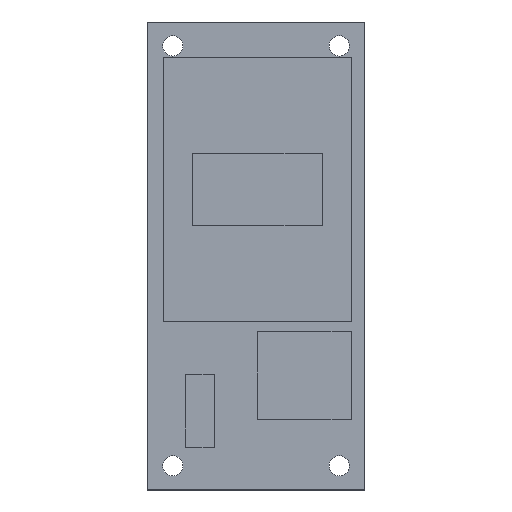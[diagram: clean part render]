
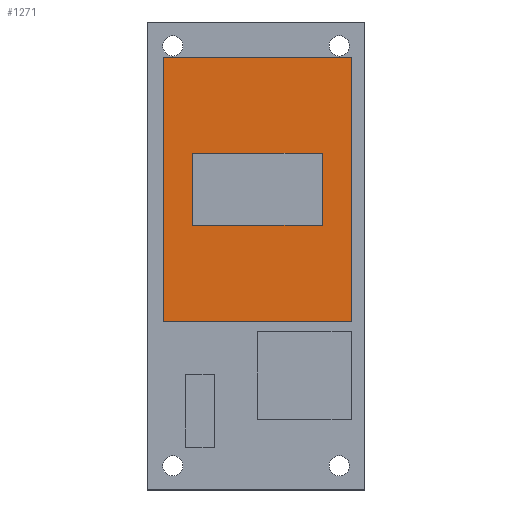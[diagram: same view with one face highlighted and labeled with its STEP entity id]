
A CAD part, top view. The second image highlights one B-rep face of the part: STEP entity #1271.
In plain terms, the highlighted planar face has unit normal (0, 0, 1).
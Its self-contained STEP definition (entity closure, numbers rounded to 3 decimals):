
#1162 = VERTEX_POINT('',#1163);
#1163 = CARTESIAN_POINT('',(-13.,-18.25,1.5));
#1169 = EDGE_CURVE('',#1170,#1162,#1172,.T.);
#1170 = VERTEX_POINT('',#1171);
#1171 = CARTESIAN_POINT('',(-13.,18.25,1.5));
#1172 = LINE('',#1173,#1174);
#1173 = CARTESIAN_POINT('',(-13.,-18.25,1.5));
#1174 = VECTOR('',#1175,1.);
#1175 = DIRECTION('',(-0.,-1.,-0.));
#1200 = VERTEX_POINT('',#1201);
#1201 = CARTESIAN_POINT('',(13.,-18.25,1.5));
#1207 = EDGE_CURVE('',#1162,#1200,#1208,.T.);
#1208 = LINE('',#1209,#1210);
#1209 = CARTESIAN_POINT('',(13.,-18.25,1.5));
#1210 = VECTOR('',#1211,1.);
#1211 = DIRECTION('',(1.,0.,-0.));
#1231 = VERTEX_POINT('',#1232);
#1232 = CARTESIAN_POINT('',(13.,18.25,1.5));
#1238 = EDGE_CURVE('',#1200,#1231,#1239,.T.);
#1239 = LINE('',#1240,#1241);
#1240 = CARTESIAN_POINT('',(13.,-18.25,1.5));
#1241 = VECTOR('',#1242,1.);
#1242 = DIRECTION('',(0.,1.,0.));
#1260 = EDGE_CURVE('',#1231,#1170,#1261,.T.);
#1261 = LINE('',#1262,#1263);
#1262 = CARTESIAN_POINT('',(13.,18.25,1.5));
#1263 = VECTOR('',#1264,1.);
#1264 = DIRECTION('',(-1.,0.,0.));
#1271 = ADVANCED_FACE('',(#1272,#1306),#1312,.T.);
#1272 = FACE_BOUND('',#1273,.T.);
#1273 = EDGE_LOOP('',(#1274,#1284,#1292,#1300));
#1274 = ORIENTED_EDGE('',*,*,#1275,.F.);
#1275 = EDGE_CURVE('',#1276,#1278,#1280,.T.);
#1276 = VERTEX_POINT('',#1277);
#1277 = CARTESIAN_POINT('',(-8.949,4.955,1.5));
#1278 = VERTEX_POINT('',#1279);
#1279 = CARTESIAN_POINT('',(-8.949,-4.955,1.5));
#1280 = LINE('',#1281,#1282);
#1281 = CARTESIAN_POINT('',(-8.949,-4.955,1.5));
#1282 = VECTOR('',#1283,1.);
#1283 = DIRECTION('',(-0.,-1.,-0.));
#1284 = ORIENTED_EDGE('',*,*,#1285,.F.);
#1285 = EDGE_CURVE('',#1286,#1276,#1288,.T.);
#1286 = VERTEX_POINT('',#1287);
#1287 = CARTESIAN_POINT('',(8.949,4.955,1.5));
#1288 = LINE('',#1289,#1290);
#1289 = CARTESIAN_POINT('',(8.949,4.955,1.5));
#1290 = VECTOR('',#1291,1.);
#1291 = DIRECTION('',(-1.,0.,0.));
#1292 = ORIENTED_EDGE('',*,*,#1293,.F.);
#1293 = EDGE_CURVE('',#1294,#1286,#1296,.T.);
#1294 = VERTEX_POINT('',#1295);
#1295 = CARTESIAN_POINT('',(8.949,-4.955,1.5));
#1296 = LINE('',#1297,#1298);
#1297 = CARTESIAN_POINT('',(8.949,-4.955,1.5));
#1298 = VECTOR('',#1299,1.);
#1299 = DIRECTION('',(0.,1.,0.));
#1300 = ORIENTED_EDGE('',*,*,#1301,.F.);
#1301 = EDGE_CURVE('',#1278,#1294,#1302,.T.);
#1302 = LINE('',#1303,#1304);
#1303 = CARTESIAN_POINT('',(8.949,-4.955,1.5));
#1304 = VECTOR('',#1305,1.);
#1305 = DIRECTION('',(1.,-0.,-0.));
#1306 = FACE_BOUND('',#1307,.T.);
#1307 = EDGE_LOOP('',(#1308,#1309,#1310,#1311));
#1308 = ORIENTED_EDGE('',*,*,#1169,.T.);
#1309 = ORIENTED_EDGE('',*,*,#1207,.T.);
#1310 = ORIENTED_EDGE('',*,*,#1238,.T.);
#1311 = ORIENTED_EDGE('',*,*,#1260,.T.);
#1312 = PLANE('',#1313);
#1313 = AXIS2_PLACEMENT_3D('',#1314,#1315,#1316);
#1314 = CARTESIAN_POINT('',(0.,0.,1.5));
#1315 = DIRECTION('',(0.,-0.,1.));
#1316 = DIRECTION('',(1.,0.,0.));
